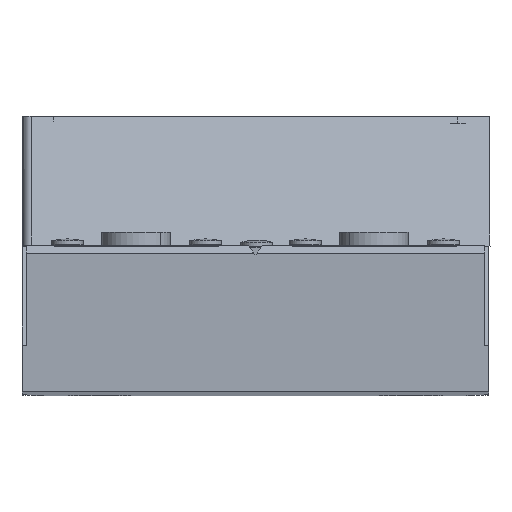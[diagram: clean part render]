
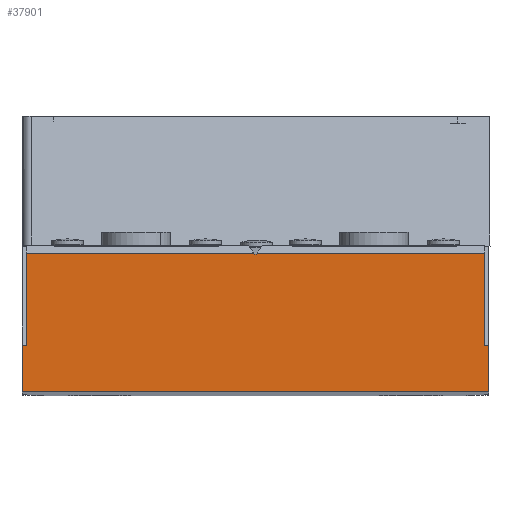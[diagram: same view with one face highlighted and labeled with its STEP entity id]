
A CAD part, top view. The second image highlights one B-rep face of the part: STEP entity #37901.
In plain terms, the highlighted planar face has unit normal (0, 0, 1).
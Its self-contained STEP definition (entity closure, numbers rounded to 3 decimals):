
#864=DIRECTION('',(0.,-1.,0.));
#865=VECTOR('',#864,10.643);
#866=CARTESIAN_POINT('',(73.555,34.78,32.733));
#867=LINE('',#866,#865);
#3227=DIRECTION('',(0.,1.,0.));
#3228=VECTOR('',#3227,10.704);
#3229=CARTESIAN_POINT('',(20.555,24.076,32.733));
#3230=LINE('',#3229,#3228);
#6886=DIRECTION('',(-1.,0.,0.));
#6887=VECTOR('',#6886,26.3);
#6888=CARTESIAN_POINT('',(46.855,34.78,32.733));
#6889=LINE('',#6888,#6887);
#6893=DIRECTION('',(-0.574,0.819,0.));
#6894=VECTOR('',#6893,0.175);
#6895=CARTESIAN_POINT('',(46.956,34.637,32.733));
#6896=LINE('',#6895,#6894);
#6900=DIRECTION('',(-1.,0.,0.));
#6901=VECTOR('',#6900,0.2);
#6902=CARTESIAN_POINT('',(47.155,34.637,32.733));
#6903=LINE('',#6902,#6901);
#6907=DIRECTION('',(-0.574,-0.819,0.));
#6908=VECTOR('',#6907,0.175);
#6909=CARTESIAN_POINT('',(47.255,34.78,32.733));
#6910=LINE('',#6909,#6908);
#6914=DIRECTION('',(-1.,0.,0.));
#6915=VECTOR('',#6914,0.5);
#6916=CARTESIAN_POINT('',(74.055,24.137,32.733));
#6917=LINE('',#6916,#6915);
#6921=DIRECTION('',(1.,0.,0.));
#6922=VECTOR('',#6921,54.);
#6923=CARTESIAN_POINT('',(20.055,18.736,32.733));
#6924=LINE('',#6923,#6922);
#6928=DIRECTION('',(0.,-1.,0.));
#6929=VECTOR('',#6928,5.34);
#6930=CARTESIAN_POINT('',(20.055,24.076,32.733));
#6931=LINE('',#6930,#6929);
#6935=DIRECTION('',(1.,0.,0.));
#6936=VECTOR('',#6935,0.5);
#6937=CARTESIAN_POINT('',(20.055,24.076,32.733));
#6938=LINE('',#6937,#6936);
#10221=DIRECTION('',(0.,-1.,0.));
#10222=VECTOR('',#10221,5.401);
#10223=CARTESIAN_POINT('',(74.055,24.137,32.733));
#10224=LINE('',#10223,#10222);
#14796=DIRECTION('',(1.,0.,0.));
#14797=VECTOR('',#14796,26.3);
#14798=CARTESIAN_POINT('',(47.255,34.78,32.733));
#14799=LINE('',#14798,#14797);
#28496=CARTESIAN_POINT('',(74.055,18.736,32.733));
#28498=VERTEX_POINT('',#28496);
#28500=CARTESIAN_POINT('',(74.055,24.137,32.733));
#28501=VERTEX_POINT('',#28500);
#28957=CARTESIAN_POINT('',(47.155,34.637,32.733));
#28958=VERTEX_POINT('',#28957);
#28959=CARTESIAN_POINT('',(46.956,34.637,32.733));
#28960=VERTEX_POINT('',#28959);
#29803=CARTESIAN_POINT('',(20.055,18.736,32.733));
#29804=VERTEX_POINT('',#29803);
#30027=CARTESIAN_POINT('',(20.555,24.076,32.733));
#30028=CARTESIAN_POINT('',(20.555,34.78,32.733));
#30029=VERTEX_POINT('',#30027);
#30030=VERTEX_POINT('',#30028);
#30031=CARTESIAN_POINT('',(46.855,34.78,32.733));
#30032=VERTEX_POINT('',#30031);
#30033=CARTESIAN_POINT('',(47.255,34.78,32.733));
#30034=VERTEX_POINT('',#30033);
#30035=CARTESIAN_POINT('',(73.555,34.78,32.733));
#30036=VERTEX_POINT('',#30035);
#30037=CARTESIAN_POINT('',(73.555,24.137,32.733));
#30038=VERTEX_POINT('',#30037);
#30039=CARTESIAN_POINT('',(20.055,24.076,32.733));
#30040=VERTEX_POINT('',#30039);
#37875=CARTESIAN_POINT('',(73.055,18.637,32.733));
#37876=DIRECTION('',(0.,0.,1.));
#37877=DIRECTION('',(1.,0.,0.));
#37878=AXIS2_PLACEMENT_3D('',#37875,#37876,#37877);
#37879=PLANE('',#37878);
#37881=ORIENTED_EDGE('',*,*,#37880,.T.);
#37882=ORIENTED_EDGE('',*,*,#34499,.T.);
#37883=ORIENTED_EDGE('',*,*,#34486,.F.);
#37884=ORIENTED_EDGE('',*,*,#34471,.F.);
#37885=ORIENTED_EDGE('',*,*,#34454,.F.);
#37887=ORIENTED_EDGE('',*,*,#37886,.F.);
#37889=ORIENTED_EDGE('',*,*,#37888,.T.);
#37890=ORIENTED_EDGE('',*,*,#33561,.T.);
#37892=ORIENTED_EDGE('',*,*,#37891,.F.);
#37894=ORIENTED_EDGE('',*,*,#37893,.T.);
#37896=ORIENTED_EDGE('',*,*,#37895,.F.);
#37898=ORIENTED_EDGE('',*,*,#37897,.F.);
#37899=EDGE_LOOP('',(#37881,#37882,#37883,#37884,#37885,#37887,#37889,#37890,
#37892,#37894,#37896,#37898));
#37900=FACE_OUTER_BOUND('',#37899,.F.);
#37901=ADVANCED_FACE('',(#37900),#37879,.T.);
#33561=EDGE_CURVE('',#30036,#30038,#867,.T.);
#34454=EDGE_CURVE('',#28958,#28960,#6903,.T.);
#34471=EDGE_CURVE('',#28960,#30032,#6896,.T.);
#34486=EDGE_CURVE('',#30032,#30030,#6889,.T.);
#34499=EDGE_CURVE('',#30029,#30030,#3230,.T.);
#37880=EDGE_CURVE('',#30040,#30029,#6938,.T.);
#37886=EDGE_CURVE('',#30034,#28958,#6910,.T.);
#37888=EDGE_CURVE('',#30034,#30036,#14799,.T.);
#37891=EDGE_CURVE('',#28501,#30038,#6917,.T.);
#37893=EDGE_CURVE('',#28501,#28498,#10224,.T.);
#37895=EDGE_CURVE('',#29804,#28498,#6924,.T.);
#37897=EDGE_CURVE('',#30040,#29804,#6931,.T.);
